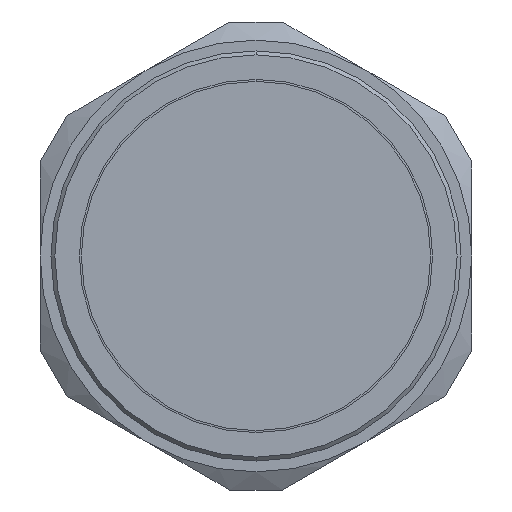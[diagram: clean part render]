
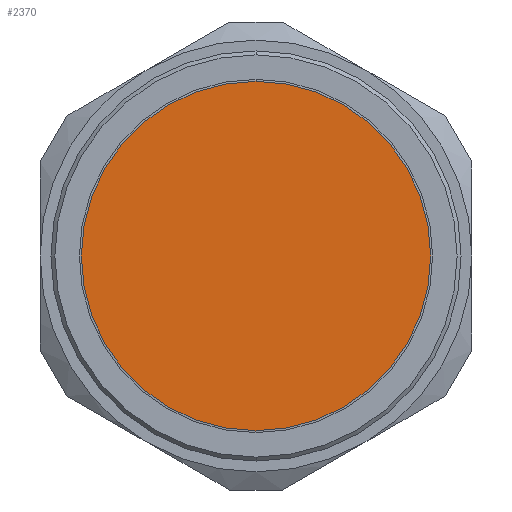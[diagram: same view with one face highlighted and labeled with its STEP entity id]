
A CAD part, front view. The second image highlights one B-rep face of the part: STEP entity #2370.
In plain terms, the highlighted planar face has unit normal (0, -1, 0).
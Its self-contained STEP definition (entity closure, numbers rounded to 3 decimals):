
#207=CARTESIAN_POINT('',(0.,-18.55,0.));
#208=DIRECTION('',(0.,-1.,0.));
#209=DIRECTION('',(0.,0.,-1.));
#210=AXIS2_PLACEMENT_3D('',#207,#208,#209);
#216=CARTESIAN_POINT('',(0.,-18.55,0.));
#217=DIRECTION('',(0.,1.,0.));
#218=DIRECTION('',(0.,0.,-1.));
#219=AXIS2_PLACEMENT_3D('',#216,#217,#218);
#1911=CARTESIAN_POINT('',(0.,-18.55,-8.9));
#1913=VERTEX_POINT('',#1911);
#1919=CARTESIAN_POINT('',(0.,-18.55,8.9));
#1921=VERTEX_POINT('',#1919);
#2361=CARTESIAN_POINT('',(0.,-18.55,0.));
#2362=DIRECTION('',(0.,1.,0.));
#2363=DIRECTION('',(0.,0.,-1.));
#2364=AXIS2_PLACEMENT_3D('',#2361,#2362,#2363);
#2365=PLANE('',#2364);
#2366=ORIENTED_EDGE('',*,*,#2340,.F.);
#2367=ORIENTED_EDGE('',*,*,#2356,.T.);
#2368=EDGE_LOOP('',(#2366,#2367));
#2369=FACE_OUTER_BOUND('',#2368,.F.);
#211=CIRCLE('',#210,8.9);
#220=CIRCLE('',#219,8.9);
#2340=EDGE_CURVE('',#1913,#1921,#211,.T.);
#2356=EDGE_CURVE('',#1913,#1921,#220,.T.);
#2370=ADVANCED_FACE('',(#2369),#2365,.F.);
